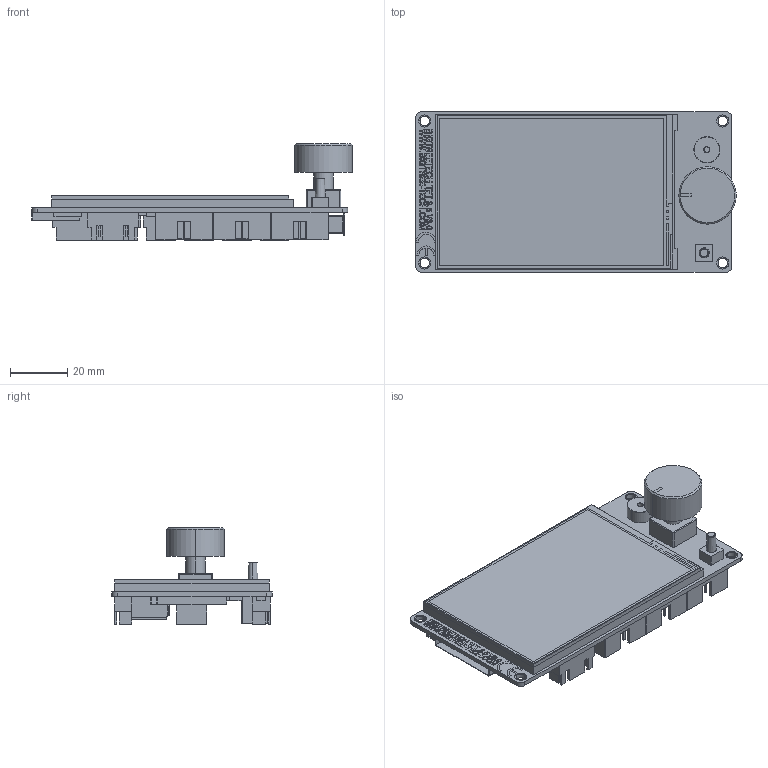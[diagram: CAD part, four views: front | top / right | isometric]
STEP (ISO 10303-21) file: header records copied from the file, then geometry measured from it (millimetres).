
FILE_DESCRIPTION (( 'STEP AP214' ), '1' );
FILE_NAME ('BIGTREETECH TFT35 V3.0 Touch Screen.STEP', '2020-08-10T18:57:59', ( '' ), ( '' ), 'SwSTEP 2.0', 'SolidWorks 2019', '' );
FILE_SCHEMA (( 'AUTOMOTIVE_DESIGN' ));
Length unit declared in the file: millimetre
Products named in the file (5): KONEKTOR TFT35 PIN5_Vìchoz¡; BIGTREETECH TFT35 V3.0 Touch Screen; KONEKTOR TFT35 PIN3_Vìchoz¡; TFT 3.5 V3 +WIFI_Vìchoz¡; KONEKTOR TFT35 PIN2_Vìchoz¡
Assembly tree (8 placements, depth 2):
  BIGTREETECH TFT35 V3.0 Touch Screen
    TFT 3.5 V3 +WIFI_Vìchoz¡
    KONEKTOR TFT35 PIN5_Vìchoz¡  x2
    KONEKTOR TFT35 PIN3_Vìchoz¡  x4
    KONEKTOR TFT35 PIN2_Vìchoz¡
Bounding box: 111.55 x 55.77 x 33.7 mm (x, y, z)
Volume: 41674 mm3; surface area: 35567.2 mm2
Topology: 9 solids, 9 shells, 1030 faces, 3060 edges, 2210 vertices
Faces by surface type: plane 908, cylinder 101, torus 14, cone 4, sphere 3
Entity records: 35562 total; most frequent: CARTESIAN_POINT 8272, ORIENTED_EDGE 5138, DIRECTION 4306, EDGE_CURVE 2569, LINE 2110, VECTOR 2110, VERTEX_POINT 1890, AXIS2_PLACEMENT_3D 1098
